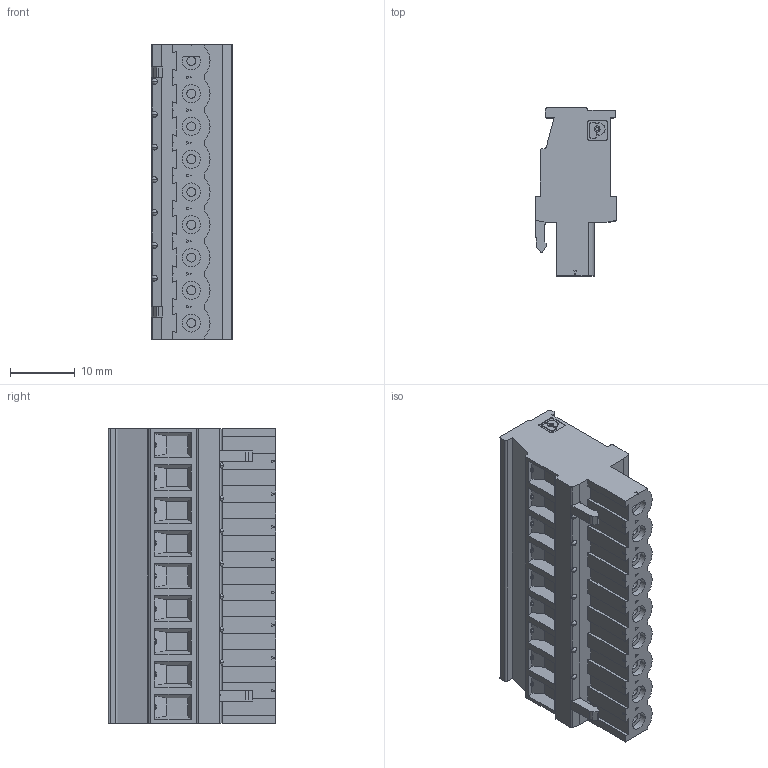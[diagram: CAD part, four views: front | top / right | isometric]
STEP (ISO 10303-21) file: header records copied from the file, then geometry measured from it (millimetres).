
FILE_DESCRIPTION(('STEP AP203'),'1');
FILE_NAME('70054868.stp','2025-07-21T14:53:41',('TraceParts'),('TraceParts S.A.'),'Spatial InterOp 3D',' ',' ');
FILE_SCHEMA(('CONFIG_CONTROL_DESIGN'));
Length unit declared in the file: millimetre
Products named in the file (1): 1
Bounding box: 12.6 x 26 x 45.72 mm (x, y, z)
Volume: 10085.5 mm3; surface area: 5120.6 mm2
Topology: 1 solids, 1 shells, 476 faces, 1214 edges, 806 vertices
Faces by surface type: plane 297, cylinder 127, sphere 52
Entity records: 15344 total; most frequent: CARTESIAN_POINT 3358, DIRECTION 2563, ORIENTED_EDGE 2428, EDGE_CURVE 1214, AXIS2_PLACEMENT_3D 886, VERTEX_POINT 806, LINE 791, VECTOR 791
